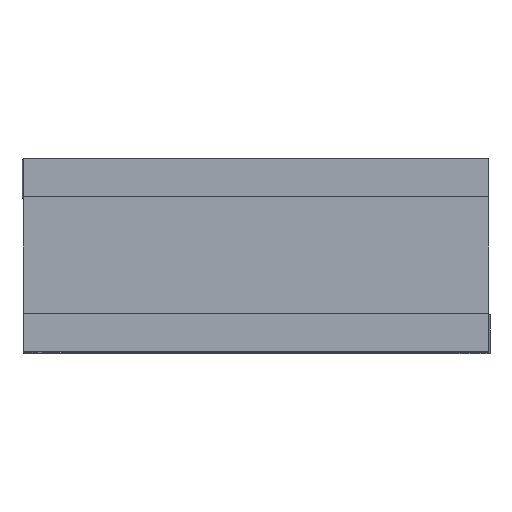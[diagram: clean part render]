
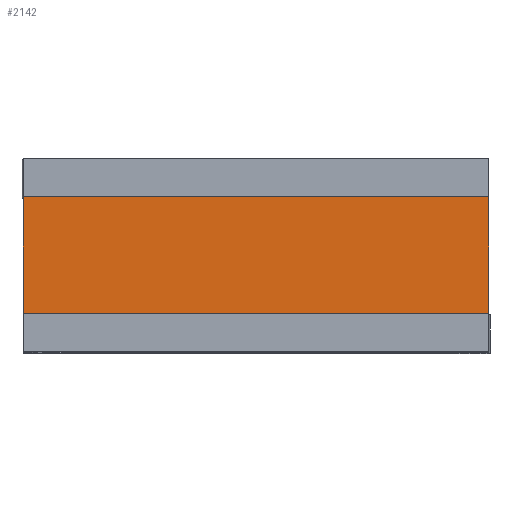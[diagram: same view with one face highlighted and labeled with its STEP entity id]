
A CAD part, top view. The second image highlights one B-rep face of the part: STEP entity #2142.
In plain terms, the highlighted planar face has unit normal (0, 0, 1).
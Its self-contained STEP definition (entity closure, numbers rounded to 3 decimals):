
#112=PLANE('',#2316);
#180=FACE_OUTER_BOUND('',#296,.T.);
#296=EDGE_LOOP('',(#1485,#1486,#1487,#1488));
#450=LINE('',#3150,#662);
#451=LINE('',#3153,#663);
#452=LINE('',#3155,#664);
#453=LINE('',#3156,#665);
#662=VECTOR('',#2534,10.);
#663=VECTOR('',#2537,10.);
#664=VECTOR('',#2538,10.);
#665=VECTOR('',#2539,10.);
#957=VERTEX_POINT('',#3143);
#960=VERTEX_POINT('',#3148);
#961=VERTEX_POINT('',#3152);
#962=VERTEX_POINT('',#3154);
#1170=EDGE_CURVE('',#957,#960,#450,.T.);
#1171=EDGE_CURVE('',#961,#957,#451,.T.);
#1172=EDGE_CURVE('',#962,#960,#452,.T.);
#1173=EDGE_CURVE('',#961,#962,#453,.T.);
#1485=ORIENTED_EDGE('',*,*,#1171,.T.);
#1486=ORIENTED_EDGE('',*,*,#1170,.T.);
#1487=ORIENTED_EDGE('',*,*,#1172,.F.);
#1488=ORIENTED_EDGE('',*,*,#1173,.F.);
#2142=ADVANCED_FACE('',(#180),#112,.T.);
#2316=AXIS2_PLACEMENT_3D('',#3151,#2535,#2536);
#2534=DIRECTION('',(0.,1.,0.));
#2535=DIRECTION('center_axis',(0.,0.,1.));
#2536=DIRECTION('ref_axis',(1.,0.,0.));
#2537=DIRECTION('',(1.,0.,0.));
#2538=DIRECTION('',(1.,0.,0.));
#2539=DIRECTION('',(0.,1.,0.));
#3143=CARTESIAN_POINT('',(6.006,5.,25.5));
#3148=CARTESIAN_POINT('',(6.006,8.,25.5));
#3150=CARTESIAN_POINT('',(6.006,5.,25.5));
#3151=CARTESIAN_POINT('Origin',(-5.994,5.,25.5));
#3152=CARTESIAN_POINT('',(-5.994,5.,25.5));
#3153=CARTESIAN_POINT('',(-5.994,5.,25.5));
#3154=CARTESIAN_POINT('',(-5.994,8.,25.5));
#3155=CARTESIAN_POINT('',(-5.994,8.,25.5));
#3156=CARTESIAN_POINT('',(-5.994,5.,25.5));
